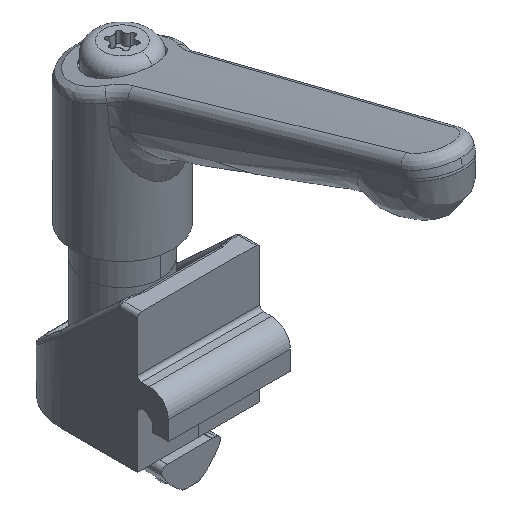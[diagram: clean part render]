
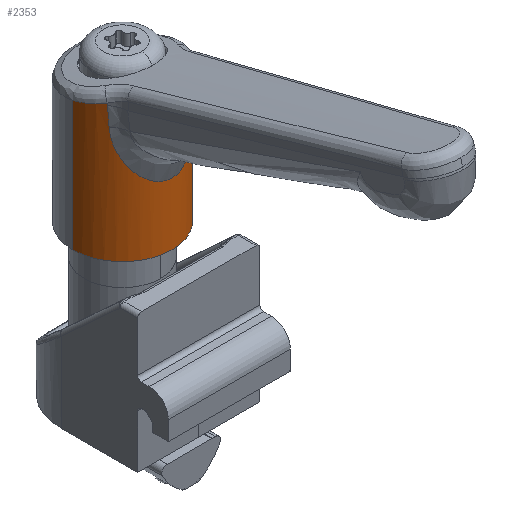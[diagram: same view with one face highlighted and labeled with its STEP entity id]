
A CAD part, isometric view. The second image highlights one B-rep face of the part: STEP entity #2353.
In plain terms, the highlighted cylindrical face has radius 6.5 mm (diameter 13 mm), a partial arc.
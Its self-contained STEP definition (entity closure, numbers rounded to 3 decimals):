
#44=(
BOUNDED_CURVE()
B_SPLINE_CURVE(3,(#5824,#5825,#5826,#5827),.UNSPECIFIED.,.F.,.F.)
B_SPLINE_CURVE_WITH_KNOTS((4,4),(5.734,5.734),
 .UNSPECIFIED.)
CURVE()
GEOMETRIC_REPRESENTATION_ITEM()
RATIONAL_B_SPLINE_CURVE((1.,1.,1.,1.))
REPRESENTATION_ITEM('')
);
#45=(
BOUNDED_CURVE()
B_SPLINE_CURVE(3,(#5829,#5830,#5831,#5832),.UNSPECIFIED.,.F.,.F.)
B_SPLINE_CURVE_WITH_KNOTS((4,4),(3.674,3.698),
 .UNSPECIFIED.)
CURVE()
GEOMETRIC_REPRESENTATION_ITEM()
RATIONAL_B_SPLINE_CURVE((1.,1.,1.,1.))
REPRESENTATION_ITEM('')
);
#46=(
BOUNDED_CURVE()
B_SPLINE_CURVE(3,(#5875,#5876,#5877,#5878),.UNSPECIFIED.,.F.,.F.)
B_SPLINE_CURVE_WITH_KNOTS((4,4),(2.585,2.609),
 .UNSPECIFIED.)
CURVE()
GEOMETRIC_REPRESENTATION_ITEM()
RATIONAL_B_SPLINE_CURVE((1.,1.,1.,1.))
REPRESENTATION_ITEM('')
);
#47=(
BOUNDED_CURVE()
B_SPLINE_CURVE(3,(#5879,#5880,#5881,#5882),.UNSPECIFIED.,.F.,.F.)
B_SPLINE_CURVE_WITH_KNOTS((4,4),(0.549,0.549),
 .UNSPECIFIED.)
CURVE()
GEOMETRIC_REPRESENTATION_ITEM()
RATIONAL_B_SPLINE_CURVE((1.,1.,1.,1.))
REPRESENTATION_ITEM('')
);
#147=CYLINDRICAL_SURFACE('',#2625,6.5);
#269=LINE('',#5807,#398);
#270=LINE('',#5811,#399);
#398=VECTOR('',#3079,1000.);
#399=VECTOR('',#3082,1000.);
#550=FACE_OUTER_BOUND('',#693,.T.);
#693=EDGE_LOOP('',(#1878,#1879,#1880,#1881,#1882,#1883,#1884,#1885,#1886,
#1887));
#834=CIRCLE('',#2626,6.5);
#939=B_SPLINE_CURVE_WITH_KNOTS('',3,(#5798,#5799,#5800,#5801,#5802,#5803,
#5804,#5805),.UNSPECIFIED.,.F.,.F.,(4,2,2,4),(0.,0.002,
0.003,0.004),.UNSPECIFIED.);
#940=B_SPLINE_CURVE_WITH_KNOTS('',3,(#5813,#5814,#5815,#5816,#5817,#5818,
#5819,#5820,#5821,#5822),.UNSPECIFIED.,.F.,.F.,(4,2,2,2,4),(0.024,
0.025,0.026,0.027,0.028),
 .UNSPECIFIED.);
#941=B_SPLINE_CURVE_WITH_KNOTS('',3,(#5834,#5835,#5836,#5837,#5838,#5839,
#5840,#5841,#5842,#5843,#5844,#5845,#5846,#5847,#5848,#5849,#5850,#5851,
#5852,#5853,#5854,#5855,#5856,#5857,#5858,#5859,#5860,#5861,#5862,#5863,
#5864,#5865,#5866,#5867,#5868,#5869,#5870,#5871,#5872,#5873),
 .UNSPECIFIED.,.F.,.F.,(4,2,2,2,2,2,2,2,2,2,2,2,2,2,2,2,2,2,2,4),(0.,0.001,
0.003,0.004,0.005,0.006,
0.006,0.008,0.008,0.009,
0.01,0.012,0.012,0.013,
0.014,0.015,0.017,0.018,
0.019,0.021),.UNSPECIFIED.);
#1103=VERTEX_POINT('',#5796);
#1104=VERTEX_POINT('',#5797);
#1105=VERTEX_POINT('',#5806);
#1106=VERTEX_POINT('',#5808);
#1107=VERTEX_POINT('',#5810);
#1108=VERTEX_POINT('',#5812);
#1109=VERTEX_POINT('',#5823);
#1110=VERTEX_POINT('',#5828);
#1111=VERTEX_POINT('',#5833);
#1112=VERTEX_POINT('',#5874);
#1384=EDGE_CURVE('',#1103,#1104,#939,.T.);
#1385=EDGE_CURVE('',#1104,#1105,#269,.T.);
#1386=EDGE_CURVE('',#1106,#1105,#834,.T.);
#1387=EDGE_CURVE('',#1107,#1106,#270,.T.);
#1388=EDGE_CURVE('',#1107,#1108,#940,.T.);
#1389=EDGE_CURVE('',#1108,#1109,#44,.T.);
#1390=EDGE_CURVE('',#1109,#1110,#45,.T.);
#1391=EDGE_CURVE('',#1110,#1111,#941,.T.);
#1392=EDGE_CURVE('',#1111,#1112,#46,.T.);
#1393=EDGE_CURVE('',#1112,#1103,#47,.T.);
#1878=ORIENTED_EDGE('',*,*,#1384,.T.);
#1879=ORIENTED_EDGE('',*,*,#1385,.T.);
#1880=ORIENTED_EDGE('',*,*,#1386,.F.);
#1881=ORIENTED_EDGE('',*,*,#1387,.F.);
#1882=ORIENTED_EDGE('',*,*,#1388,.T.);
#1883=ORIENTED_EDGE('',*,*,#1389,.T.);
#1884=ORIENTED_EDGE('',*,*,#1390,.T.);
#1885=ORIENTED_EDGE('',*,*,#1391,.T.);
#1886=ORIENTED_EDGE('',*,*,#1392,.T.);
#1887=ORIENTED_EDGE('',*,*,#1393,.T.);
#2353=ADVANCED_FACE('',(#550),#147,.T.);
#2625=AXIS2_PLACEMENT_3D('',#5795,#3077,#3078);
#2626=AXIS2_PLACEMENT_3D('',#5809,#3080,#3081);
#3077=DIRECTION('center_axis',(0.,1.,0.));
#3078=DIRECTION('ref_axis',(0.,0.,-1.));
#3079=DIRECTION('',(0.,-1.,0.));
#3080=DIRECTION('center_axis',(0.,-1.,0.));
#3081=DIRECTION('ref_axis',(0.,0.,-1.));
#3082=DIRECTION('',(0.,-1.,0.));
#5795=CARTESIAN_POINT('Origin',(0.,-2.841,0.));
#5796=CARTESIAN_POINT('',(3.515,17.878,5.468));
#5797=CARTESIAN_POINT('',(0.,16.948,6.5));
#5798=CARTESIAN_POINT('Ctrl Pts',(3.515,17.878,5.468));
#5799=CARTESIAN_POINT('Ctrl Pts',(2.99,17.715,5.805));
#5800=CARTESIAN_POINT('Ctrl Pts',(2.431,17.552,6.06));
#5801=CARTESIAN_POINT('Ctrl Pts',(1.541,17.315,6.322));
#5802=CARTESIAN_POINT('Ctrl Pts',(1.233,17.236,6.389));
#5803=CARTESIAN_POINT('Ctrl Pts',(0.619,17.087,6.478));
#5804=CARTESIAN_POINT('Ctrl Pts',(0.31,17.016,6.5));
#5805=CARTESIAN_POINT('Ctrl Pts',(0.,16.948,
6.5));
#5806=CARTESIAN_POINT('',(0.,0.,6.5));
#5807=CARTESIAN_POINT('',(0.,-2.841,6.5));
#5808=CARTESIAN_POINT('',(0.,0.,-6.5));
#5809=CARTESIAN_POINT('Origin',(0.,0.,0.));
#5810=CARTESIAN_POINT('',(0.,16.948,-6.5));
#5811=CARTESIAN_POINT('',(0.,-2.841,-6.5));
#5812=CARTESIAN_POINT('',(3.515,17.878,-5.468));
#5813=CARTESIAN_POINT('Ctrl Pts',(0.,16.948,
-6.5));
#5814=CARTESIAN_POINT('Ctrl Pts',(0.313,17.017,-6.5));
#5815=CARTESIAN_POINT('Ctrl Pts',(0.624,17.088,-6.477));
#5816=CARTESIAN_POINT('Ctrl Pts',(1.235,17.237,-6.389));
#5817=CARTESIAN_POINT('Ctrl Pts',(1.536,17.313,-6.324));
#5818=CARTESIAN_POINT('Ctrl Pts',(2.128,17.471,-6.15));
#5819=CARTESIAN_POINT('Ctrl Pts',(2.42,17.553,-6.04));
#5820=CARTESIAN_POINT('Ctrl Pts',(2.982,17.715,-5.784));
#5821=CARTESIAN_POINT('Ctrl Pts',(3.254,17.797,-5.636));
#5822=CARTESIAN_POINT('Ctrl Pts',(3.515,17.878,-5.468));
#5823=CARTESIAN_POINT('',(3.513,17.611,-5.469));
#5824=CARTESIAN_POINT('Ctrl Pts',(3.515,17.878,-5.468));
#5825=CARTESIAN_POINT('Ctrl Pts',(3.515,17.789,-5.468));
#5826=CARTESIAN_POINT('Ctrl Pts',(3.514,17.7,-5.468));
#5827=CARTESIAN_POINT('Ctrl Pts',(3.513,17.611,-5.469));
#5828=CARTESIAN_POINT('',(3.643,15.164,-5.383));
#5829=CARTESIAN_POINT('Ctrl Pts',(3.513,17.611,-5.469));
#5830=CARTESIAN_POINT('Ctrl Pts',(3.557,16.812,-5.441));
#5831=CARTESIAN_POINT('Ctrl Pts',(3.6,15.996,-5.412));
#5832=CARTESIAN_POINT('Ctrl Pts',(3.643,15.164,-5.383));
#5833=CARTESIAN_POINT('',(3.643,15.164,5.383));
#5834=CARTESIAN_POINT('Ctrl Pts',(3.643,15.164,-5.383));
#5835=CARTESIAN_POINT('Ctrl Pts',(3.665,14.734,-5.368));
#5836=CARTESIAN_POINT('Ctrl Pts',(3.716,14.311,-5.334));
#5837=CARTESIAN_POINT('Ctrl Pts',(3.878,13.476,-5.218));
#5838=CARTESIAN_POINT('Ctrl Pts',(3.988,13.066,-5.136));
#5839=CARTESIAN_POINT('Ctrl Pts',(4.248,12.28,-4.923));
#5840=CARTESIAN_POINT('Ctrl Pts',(4.4,11.898,-4.79));
#5841=CARTESIAN_POINT('Ctrl Pts',(4.724,11.171,-4.47));
#5842=CARTESIAN_POINT('Ctrl Pts',(4.896,10.828,-4.285));
#5843=CARTESIAN_POINT('Ctrl Pts',(5.155,10.341,-3.962));
#5844=CARTESIAN_POINT('Ctrl Pts',(5.242,10.184,-3.846));
#5845=CARTESIAN_POINT('Ctrl Pts',(5.415,9.879,-3.599));
#5846=CARTESIAN_POINT('Ctrl Pts',(5.501,9.731,-3.466));
#5847=CARTESIAN_POINT('Ctrl Pts',(5.75,9.313,-3.049));
#5848=CARTESIAN_POINT('Ctrl Pts',(5.905,9.063,-2.742));
#5849=CARTESIAN_POINT('Ctrl Pts',(6.109,8.742,-2.228));
#5850=CARTESIAN_POINT('Ctrl Pts',(6.173,8.643,-2.046));
#5851=CARTESIAN_POINT('Ctrl Pts',(6.286,8.469,-1.668));
#5852=CARTESIAN_POINT('Ctrl Pts',(6.334,8.394,-1.472));
#5853=CARTESIAN_POINT('Ctrl Pts',(6.455,8.211,-0.868));
#5854=CARTESIAN_POINT('Ctrl Pts',(6.5,8.144,-0.432));
#5855=CARTESIAN_POINT('Ctrl Pts',(6.5,8.144,0.431));
#5856=CARTESIAN_POINT('Ctrl Pts',(6.457,8.208,0.853));
#5857=CARTESIAN_POINT('Ctrl Pts',(6.336,8.392,1.465));
#5858=CARTESIAN_POINT('Ctrl Pts',(6.287,8.467,1.663));
#5859=CARTESIAN_POINT('Ctrl Pts',(6.175,8.639,2.039));
#5860=CARTESIAN_POINT('Ctrl Pts',(6.113,8.736,2.218));
#5861=CARTESIAN_POINT('Ctrl Pts',(5.909,9.056,2.733));
#5862=CARTESIAN_POINT('Ctrl Pts',(5.75,9.312,3.048));
#5863=CARTESIAN_POINT('Ctrl Pts',(5.418,9.87,3.605));
#5864=CARTESIAN_POINT('Ctrl Pts',(5.245,10.174,3.85));
#5865=CARTESIAN_POINT('Ctrl Pts',(4.896,10.828,4.285));
#5866=CARTESIAN_POINT('Ctrl Pts',(4.723,11.175,4.472));
#5867=CARTESIAN_POINT('Ctrl Pts',(4.401,11.896,4.789));
#5868=CARTESIAN_POINT('Ctrl Pts',(4.251,12.273,4.921));
#5869=CARTESIAN_POINT('Ctrl Pts',(3.989,13.061,5.135));
#5870=CARTESIAN_POINT('Ctrl Pts',(3.879,13.471,5.217));
#5871=CARTESIAN_POINT('Ctrl Pts',(3.717,14.306,5.333));
#5872=CARTESIAN_POINT('Ctrl Pts',(3.665,14.734,5.368));
#5873=CARTESIAN_POINT('Ctrl Pts',(3.643,15.164,5.383));
#5874=CARTESIAN_POINT('',(3.513,17.611,5.469));
#5875=CARTESIAN_POINT('Ctrl Pts',(3.643,15.164,5.383));
#5876=CARTESIAN_POINT('Ctrl Pts',(3.6,15.996,5.412));
#5877=CARTESIAN_POINT('Ctrl Pts',(3.557,16.812,5.441));
#5878=CARTESIAN_POINT('Ctrl Pts',(3.513,17.611,5.469));
#5879=CARTESIAN_POINT('Ctrl Pts',(3.513,17.611,5.469));
#5880=CARTESIAN_POINT('Ctrl Pts',(3.514,17.7,5.468));
#5881=CARTESIAN_POINT('Ctrl Pts',(3.515,17.789,5.468));
#5882=CARTESIAN_POINT('Ctrl Pts',(3.515,17.878,5.468));
